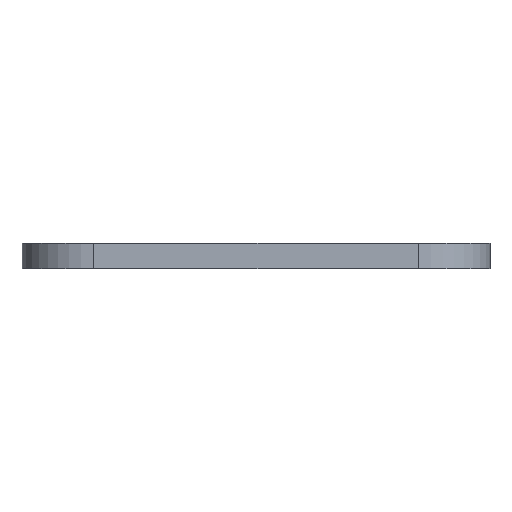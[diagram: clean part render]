
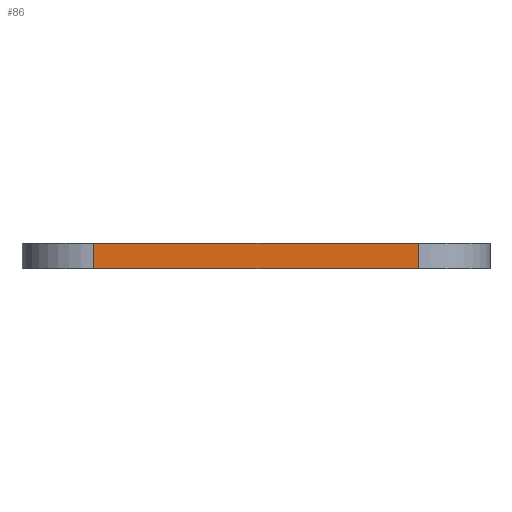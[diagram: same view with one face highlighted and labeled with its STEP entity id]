
A CAD part, front view. The second image highlights one B-rep face of the part: STEP entity #86.
In plain terms, the highlighted planar face has unit normal (0, -1, 0).
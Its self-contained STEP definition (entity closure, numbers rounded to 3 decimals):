
#86 = ADVANCED_FACE ( 'NONE', ( #1147 ), #1879, .T. ) ;
#200 = AXIS2_PLACEMENT_3D ( 'NONE', #1082, #421, #2879 ) ;
#421 = DIRECTION ( 'NONE',  ( 0., -1., 0. ) ) ;
#549 = LINE ( 'NONE', #2019, #957 ) ;
#557 = CARTESIAN_POINT ( 'NONE',  ( -75.7, -2.037, 5. ) ) ;
#957 = VECTOR ( 'NONE', #4174, 1000. ) ;
#1011 = DIRECTION ( 'NONE',  ( 1., 0., 0. ) ) ;
#1082 = CARTESIAN_POINT ( 'NONE',  ( -12., -2.037, 0. ) ) ;
#1147 = FACE_OUTER_BOUND ( 'NONE', #4400, .T. ) ;
#1205 = CARTESIAN_POINT ( 'NONE',  ( -12., -2.037, 5. ) ) ;
#1352 = ORIENTED_EDGE ( 'NONE', *, *, #3071, .T. ) ;
#1748 = ORIENTED_EDGE ( 'NONE', *, *, #4650, .F. ) ;
#1879 = PLANE ( 'NONE',  #200 ) ;
#2019 = CARTESIAN_POINT ( 'NONE',  ( -12., -2.037, 0. ) ) ;
#2263 = ORIENTED_EDGE ( 'NONE', *, *, #2546, .T. ) ;
#2266 = CARTESIAN_POINT ( 'NONE',  ( -12., -2.037, 0. ) ) ;
#2278 = VERTEX_POINT ( 'NONE', #2266 ) ;
#2299 = DIRECTION ( 'NONE',  ( 0., 0., 1. ) ) ;
#2313 = ORIENTED_EDGE ( 'NONE', *, *, #4210, .F. ) ;
#2451 = VERTEX_POINT ( 'NONE', #557 ) ;
#2483 = VECTOR ( 'NONE', #2299, 1000. ) ;
#2546 = EDGE_CURVE ( 'NONE', #3884, #2278, #3158, .T. ) ;
#2879 = DIRECTION ( 'NONE',  ( 1., 0., 0. ) ) ;
#3071 = EDGE_CURVE ( 'NONE', #2278, #4306, #549, .T. ) ;
#3079 = LINE ( 'NONE', #3363, #3903 ) ;
#3158 = LINE ( 'NONE', #4234, #3961 ) ;
#3229 = CARTESIAN_POINT ( 'NONE',  ( -75.7, -2.037, 0. ) ) ;
#3352 = CARTESIAN_POINT ( 'NONE',  ( -75.7, -2.037, 0. ) ) ;
#3363 = CARTESIAN_POINT ( 'NONE',  ( -12., -2.037, 5. ) ) ;
#3884 = VERTEX_POINT ( 'NONE', #3229 ) ;
#3903 = VECTOR ( 'NONE', #4136, 1000. ) ;
#3961 = VECTOR ( 'NONE', #1011, 1000. ) ;
#4082 = LINE ( 'NONE', #3352, #2483 ) ;
#4136 = DIRECTION ( 'NONE',  ( 1., 0., 0. ) ) ;
#4174 = DIRECTION ( 'NONE',  ( 0., 0., 1. ) ) ;
#4210 = EDGE_CURVE ( 'NONE', #3884, #2451, #4082, .T. ) ;
#4234 = CARTESIAN_POINT ( 'NONE',  ( -12., -2.037, 0. ) ) ;
#4306 = VERTEX_POINT ( 'NONE', #1205 ) ;
#4400 = EDGE_LOOP ( 'NONE', ( #1748, #2313, #2263, #1352 ) ) ;
#4650 = EDGE_CURVE ( 'NONE', #2451, #4306, #3079, .T. ) ;
